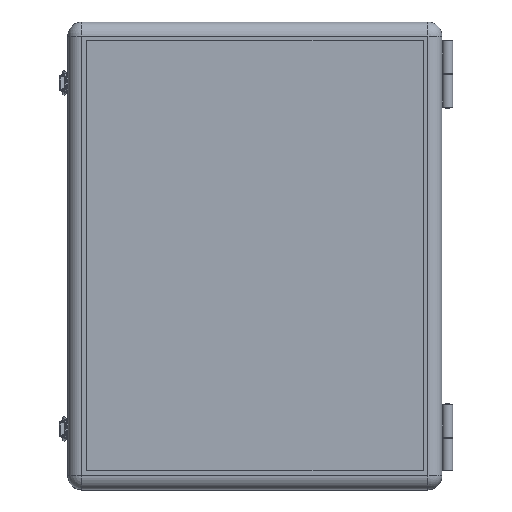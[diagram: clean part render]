
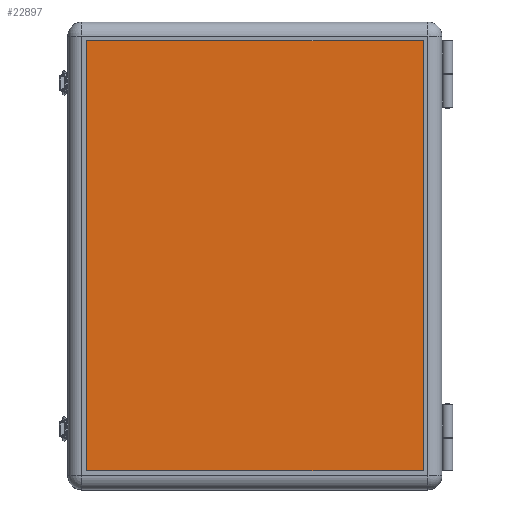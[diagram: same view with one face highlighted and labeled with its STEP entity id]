
A CAD part, top view. The second image highlights one B-rep face of the part: STEP entity #22897.
In plain terms, the highlighted face is planar.
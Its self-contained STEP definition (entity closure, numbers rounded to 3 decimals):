
#107 = CARTESIAN_POINT ( 'NONE',  ( 180., -230., 0. ) ) ;
#166 = CARTESIAN_POINT ( 'NONE',  ( 180., 230., 0. ) ) ;
#291 = CARTESIAN_POINT ( 'NONE',  ( -180., 230., 0. ) ) ;
#335 = CARTESIAN_POINT ( 'NONE',  ( -180., -230., 0. ) ) ;
#16121 = EDGE_LOOP ( 'NONE', ( #18717, #18719, #18721, #18723 ) ) ;
#18717 = ORIENTED_EDGE ( 'NONE', *, *, #20617, .F. ) ;
#18719 = ORIENTED_EDGE ( 'NONE', *, *, #20613, .F. ) ;
#18721 = ORIENTED_EDGE ( 'NONE', *, *, #20508, .F. ) ;
#18723 = ORIENTED_EDGE ( 'NONE', *, *, #20513, .F. ) ;
#20508 = EDGE_CURVE ( 'NONE', #37393, #37437, #49262, .T. ) ;
#20513 = EDGE_CURVE ( 'NONE', #37268, #37393, #49263, .T. ) ;
#20613 = EDGE_CURVE ( 'NONE', #37437, #37208, #49593, .T. ) ;
#20617 = EDGE_CURVE ( 'NONE', #37208, #37268, #49605, .T. ) ;
#22897 = ADVANCED_FACE ( 'NONE', ( #53390 ), #53391, .F. ) ;
#37208 = VERTEX_POINT ( 'NONE', #107 ) ;
#37268 = VERTEX_POINT ( 'NONE', #166 ) ;
#37393 = VERTEX_POINT ( 'NONE', #291 ) ;
#37437 = VERTEX_POINT ( 'NONE', #335 ) ;
#47370 = VECTOR ( 'NONE', #49265, 1000. ) ;
#47376 = VECTOR ( 'NONE', #49279, 1000. ) ;
#47505 = VECTOR ( 'NONE', #49596, 1000. ) ;
#47509 = VECTOR ( 'NONE', #49607, 1000. ) ;
#49262 = LINE ( 'NONE', #49264, #47370 ) ;
#49263 = LINE ( 'NONE', #49278, #47376 ) ;
#49264 = CARTESIAN_POINT ( 'NONE',  ( -180., -235., 0. ) ) ;
#49265 = DIRECTION ( 'NONE',  ( 0., -1., 0. ) ) ;
#49278 = CARTESIAN_POINT ( 'NONE',  ( -185., 230., 0. ) ) ;
#49279 = DIRECTION ( 'NONE',  ( -1., 0., 0. ) ) ;
#49593 = LINE ( 'NONE', #49595, #47505 ) ;
#49595 = CARTESIAN_POINT ( 'NONE',  ( -185., -230., 0. ) ) ;
#49596 = DIRECTION ( 'NONE',  ( 1., 0., 0. ) ) ;
#49605 = LINE ( 'NONE', #49606, #47509 ) ;
#49606 = CARTESIAN_POINT ( 'NONE',  ( 180., -235., 0. ) ) ;
#49607 = DIRECTION ( 'NONE',  ( 0., 1., 0. ) ) ;
#51506 = AXIS2_PLACEMENT_3D ( 'NONE', #53382, #53392, #53393 ) ;
#53382 = CARTESIAN_POINT ( 'NONE',  ( -185., -235., 0. ) ) ;
#53390 = FACE_OUTER_BOUND ( 'NONE', #16121, .T. ) ;
#53391 = PLANE ( 'NONE',  #51506 ) ;
#53392 = DIRECTION ( 'NONE',  ( 0., 0., 1. ) ) ;
#53393 = DIRECTION ( 'NONE',  ( 1., 0., 0. ) ) ;
